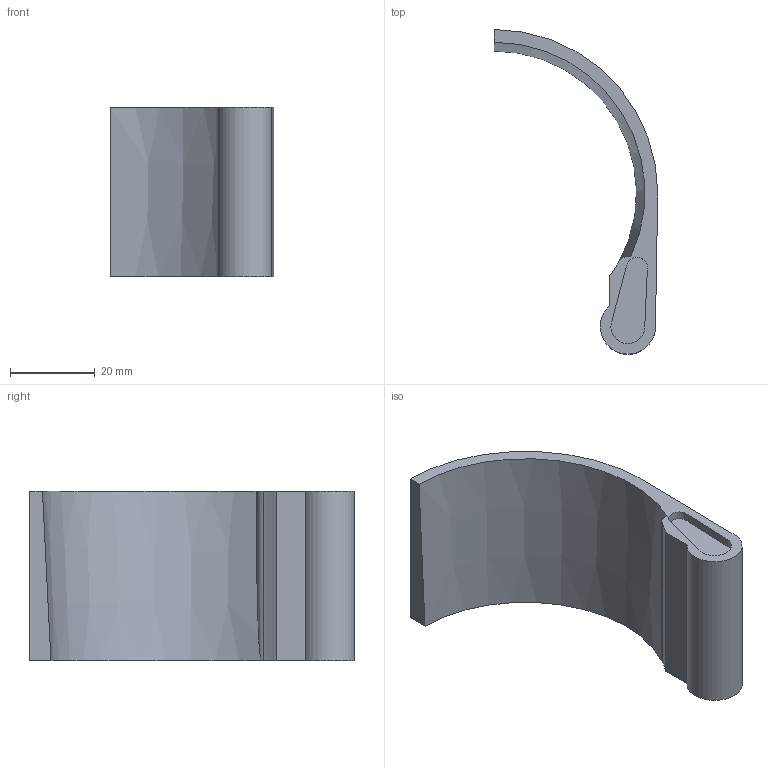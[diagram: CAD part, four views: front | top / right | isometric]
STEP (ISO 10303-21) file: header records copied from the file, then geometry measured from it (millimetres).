
FILE_DESCRIPTION(/* description */ (''),/* implementation_level */ '2;1');
FILE_NAME(/* name */ 'Pince droite principlae v3.step',/* time_stamp */ '2024-04-18T12:38:04+02:00',/* author */ (''),/* organization */ (''),/* preprocessor_version */ 'ST-DEVELOPER v20',/* originating_system */ 'Autodesk Translation Framework v12.20.1.177',/* authorisation */ '');
FILE_SCHEMA (('AUTOMOTIVE_DESIGN { 1 0 10303 214 3 1 1 }'));
Length unit declared in the file: millimetre
Products named in the file (1): Pince droite principlae
Bounding box: 38.5 x 76.47 x 40 mm (x, y, z)
Volume: 21652.4 mm3; surface area: 9470.7 mm2
Topology: 1 solids, 1 shells, 19 faces, 45 edges, 30 vertices
Faces by surface type: cylinder 9, plane 9, cone 1
Full cylindrical faces by diameter (mm): 6 x1
Entity records: 607 total; most frequent: CARTESIAN_POINT 112, DIRECTION 104, ORIENTED_EDGE 90, EDGE_CURVE 45, AXIS2_PLACEMENT_3D 40, VERTEX_POINT 30, LINE 24, VECTOR 24
